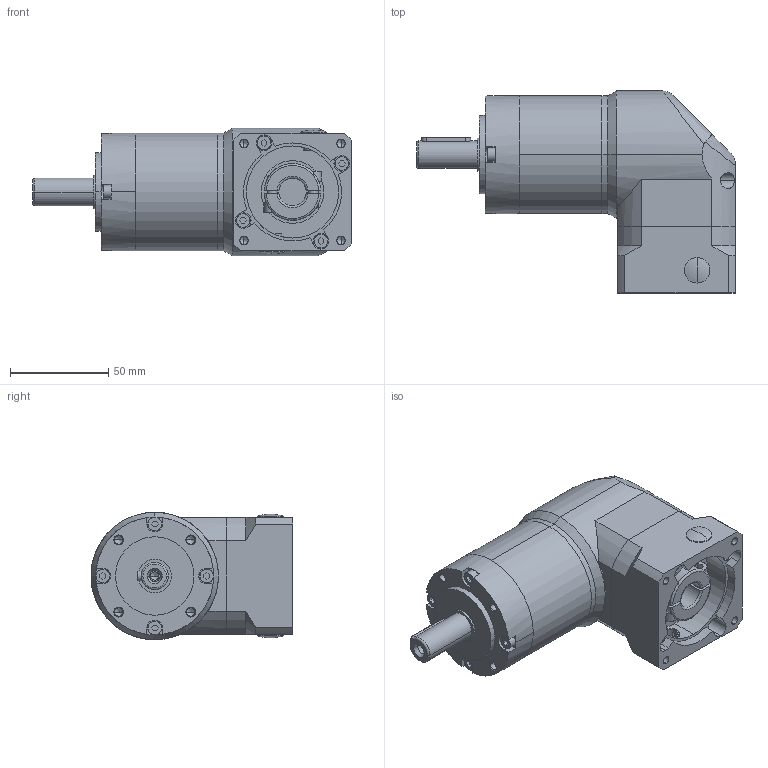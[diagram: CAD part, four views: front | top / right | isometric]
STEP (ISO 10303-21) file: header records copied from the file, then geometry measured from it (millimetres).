
FILE_DESCRIPTION (( 'STEP AP203' ), '1' );
FILE_NAME ('GPLR060-L2-(14-50-70-M5£©.STEP', '2024-07-27T06:09:24', ( '' ), ( '' ), 'SwSTEP 2.0', 'SolidWorks 2019', '' );
FILE_SCHEMA (( 'CONFIG_CONTROL_DESIGN' ));
Length unit declared in the file: millimetre
Products named in the file (1): GPLR060-L2-(14-50-70-M5）
Bounding box: 162.5 x 103 x 65 mm (x, y, z)
Volume: 474465.3 mm3; surface area: 81840.1 mm2
Topology: 23 solids, 23 shells, 574 faces, 1414 edges, 896 vertices
Faces by surface type: plane 257, cylinder 179, cone 56, torus 50, bspline 32
Entity records: 19830 total; most frequent: CARTESIAN_POINT 6223, DIRECTION 2865, ORIENTED_EDGE 2784, EDGE_CURVE 1392, AXIS2_PLACEMENT_3D 1092, VERTEX_POINT 896, LINE 681, VECTOR 681
